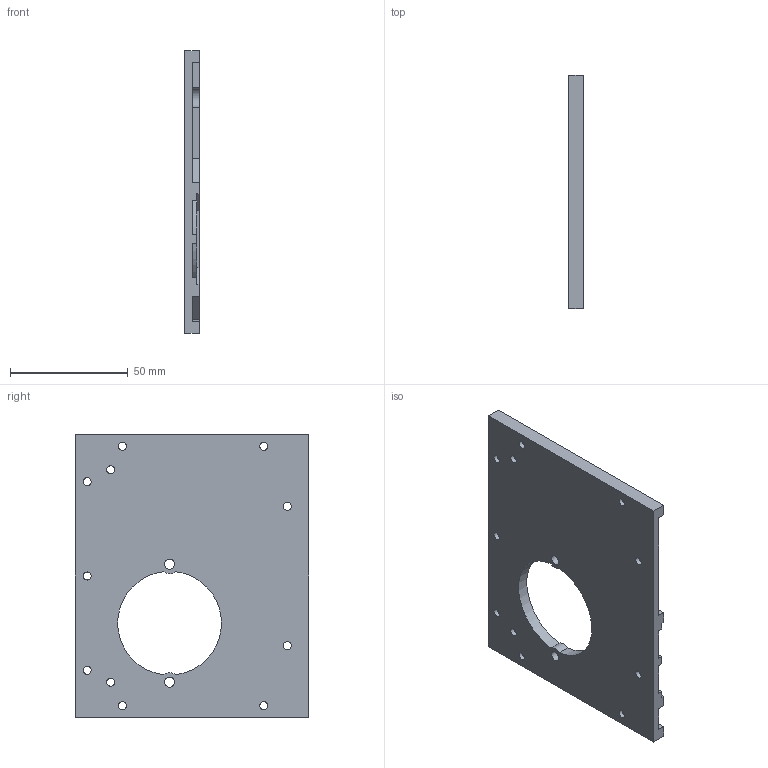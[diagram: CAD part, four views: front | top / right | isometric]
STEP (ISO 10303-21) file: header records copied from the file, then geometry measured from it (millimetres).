
FILE_DESCRIPTION(/* description */ ('STEP AP242','CAx-IF Rec.Pracs.---Representation and Presentation of Product Manufacturing Information (PMI)---4.0---2014-10-13','CAx-IF Rec.Pracs.---3D Tessellated Geometry---0.4---2014-09-14','2;1'),/* implementation_level */ '2;1');
FILE_NAME(/* name */ '651c117a0db1c514a39e44a8',/* time_stamp */ '2023-10-03T13:05:00Z',/* author */ (''),/* organization */ (''),/* preprocessor_version */ 'ST-DEVELOPER v19.4',/* originating_system */ ' ',/* authorisation */ ' ');
FILE_SCHEMA (('AP242_MANAGED_MODEL_BASED_3D_ENGINEERING_MIM_LF { 1 0 10303 442 1 1 4 }'));
Length unit declared in the file: metre
Products named in the file (1): side_wall_left_front
Bounding box: 6 x 99 x 120 mm (x, y, z)
Volume: 40490.3 mm3; surface area: 26494.9 mm2
Topology: 1 solids, 1 shells, 85 faces, 248 edges, 168 vertices
Faces by surface type: plane 55, cylinder 30
Full cylindrical faces by diameter (mm): 3.4 x11, 4.3 x2, 8.5 x11
Entity records: 2648 total; most frequent: DIRECTION 448, CARTESIAN_POINT 446, ORIENTED_EDGE 416, EDGE_CURVE 208, AXIS2_PLACEMENT_3D 154, VERTEX_POINT 152, LINE 140, VECTOR 140
